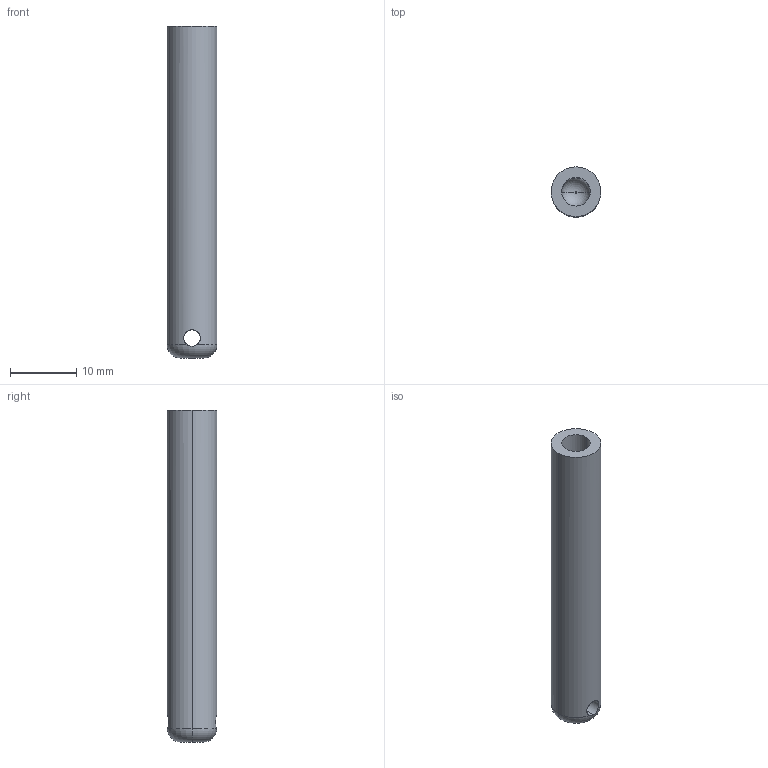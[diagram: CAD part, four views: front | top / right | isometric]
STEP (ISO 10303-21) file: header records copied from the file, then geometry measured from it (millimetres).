
FILE_DESCRIPTION (( 'STEP AP214' ), '1' );
FILE_NAME ('eXplora_VTOL_V1.00_Pitot_cover.step', '2022-10-24T15:18:36', ( '' ), ( '' ), 'SwSTEP 2.0', 'SolidWorks 2021', '' );
FILE_SCHEMA (( 'AUTOMOTIVE_DESIGN' ));
Length unit declared in the file: millimetre
Products named in the file (1): eXplora_VTOL_V1.00_Pitot_cover
Bounding box: 7.5 x 7.5 x 50 mm (x, y, z)
Volume: 1583.1 mm3; surface area: 1818.7 mm2
Topology: 1 solids, 1 shells, 13 faces, 32 edges, 20 vertices
Faces by surface type: cylinder 6, torus 4, plane 3
Entity records: 486 total; most frequent: CARTESIAN_POINT 138, DIRECTION 70, ORIENTED_EDGE 64, AXIS2_PLACEMENT_3D 32, EDGE_CURVE 32, VERTEX_POINT 20, CIRCLE 18, EDGE_LOOP 14
